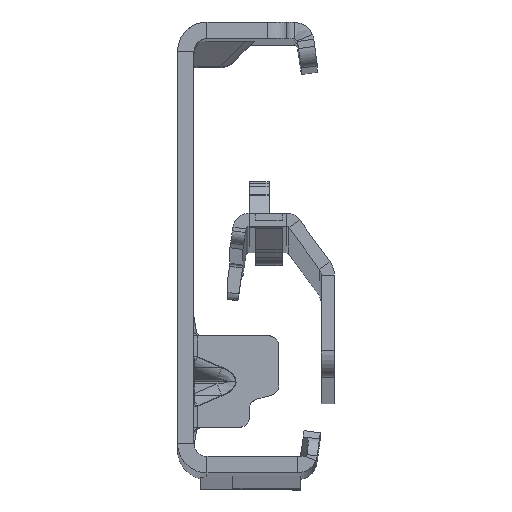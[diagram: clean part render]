
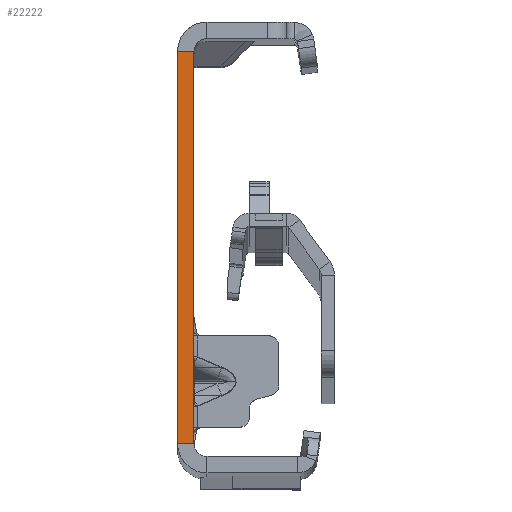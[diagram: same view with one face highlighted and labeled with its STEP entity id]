
A CAD part, top view. The second image highlights one B-rep face of the part: STEP entity #22222.
In plain terms, the highlighted planar face has unit normal (0, 0, 1).
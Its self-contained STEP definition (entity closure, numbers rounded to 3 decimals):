
#1141 = ORIENTED_EDGE ( 'NONE', *, *, #30648, .F. ) ;
#1393 = FACE_OUTER_BOUND ( 'NONE', #6567, .T. ) ;
#2167 = CARTESIAN_POINT ( 'NONE',  ( 0., 30., 0. ) ) ;
#4738 = EDGE_CURVE ( 'NONE', #25278, #18775, #37602, .T. ) ;
#6356 = LINE ( 'NONE', #9565, #22742 ) ;
#6567 = EDGE_LOOP ( 'NONE', ( #1141, #7587, #7947, #46396 ) ) ;
#7444 = DIRECTION ( 'NONE',  ( 0., -1., 0. ) ) ;
#7587 = ORIENTED_EDGE ( 'NONE', *, *, #33453, .T. ) ;
#7947 = ORIENTED_EDGE ( 'NONE', *, *, #14337, .T. ) ;
#9323 = PLANE ( 'NONE',  #30252 ) ;
#9565 = CARTESIAN_POINT ( 'NONE',  ( 0., 30., 0. ) ) ;
#11644 = LINE ( 'NONE', #34061, #14416 ) ;
#12800 = DIRECTION ( 'NONE',  ( 0., 0., 1. ) ) ;
#14337 = EDGE_CURVE ( 'NONE', #16540, #18775, #11644, .T. ) ;
#14416 = VECTOR ( 'NONE', #7444, 1000. ) ;
#15417 = VECTOR ( 'NONE', #16219, 1000. ) ;
#16161 = VECTOR ( 'NONE', #49039, 1000. ) ;
#16219 = DIRECTION ( 'NONE',  ( 0., -1., 0. ) ) ;
#16540 = VERTEX_POINT ( 'NONE', #21129 ) ;
#17072 = DIRECTION ( 'NONE',  ( 1., 0., 0. ) ) ;
#18775 = VERTEX_POINT ( 'NONE', #19365 ) ;
#19365 = CARTESIAN_POINT ( 'NONE',  ( -2.5, -30., 0. ) ) ;
#21129 = CARTESIAN_POINT ( 'NONE',  ( -2.5, 30., 0. ) ) ;
#22222 = ADVANCED_FACE ( 'NONE', ( #1393 ), #9323, .T. ) ;
#22742 = VECTOR ( 'NONE', #47672, 1000. ) ;
#25278 = VERTEX_POINT ( 'NONE', #34109 ) ;
#30252 = AXIS2_PLACEMENT_3D ( 'NONE', #38988, #12800, #17072 ) ;
#30648 = EDGE_CURVE ( 'NONE', #40480, #25278, #31178, .T. ) ;
#31178 = LINE ( 'NONE', #34682, #15417 ) ;
#33453 = EDGE_CURVE ( 'NONE', #40480, #16540, #6356, .T. ) ;
#34061 = CARTESIAN_POINT ( 'NONE',  ( -2.5, -32., 0. ) ) ;
#34109 = CARTESIAN_POINT ( 'NONE',  ( 0., -30., 0. ) ) ;
#34682 = CARTESIAN_POINT ( 'NONE',  ( 0., -32., 0. ) ) ;
#37602 = LINE ( 'NONE', #44821, #16161 ) ;
#38988 = CARTESIAN_POINT ( 'NONE',  ( -2.5, -32., 0. ) ) ;
#40480 = VERTEX_POINT ( 'NONE', #2167 ) ;
#44821 = CARTESIAN_POINT ( 'NONE',  ( 0., -30., 0. ) ) ;
#46396 = ORIENTED_EDGE ( 'NONE', *, *, #4738, .F. ) ;
#47672 = DIRECTION ( 'NONE',  ( -1., 0., 0. ) ) ;
#49039 = DIRECTION ( 'NONE',  ( -1., 0., 0. ) ) ;
